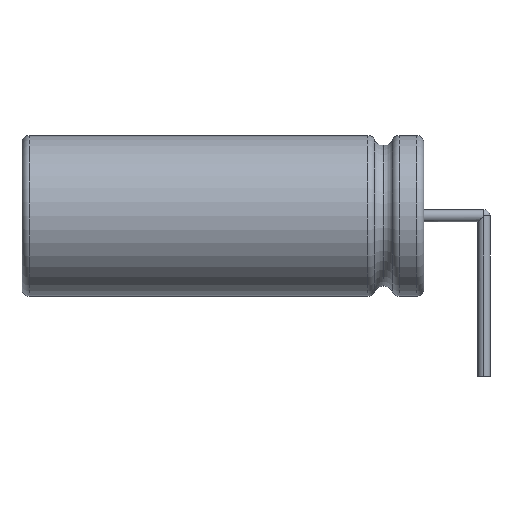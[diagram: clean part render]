
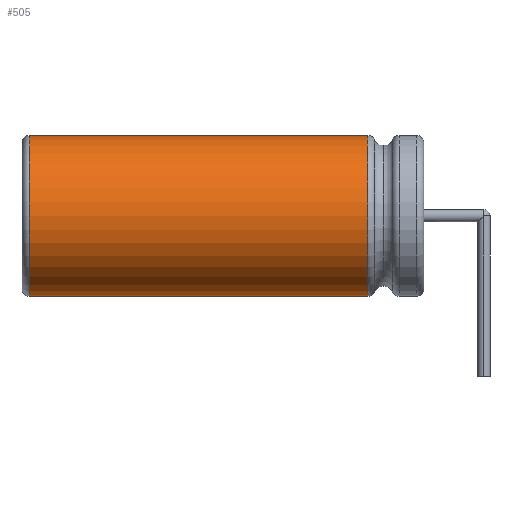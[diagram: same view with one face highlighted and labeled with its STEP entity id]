
A CAD part, left-side view. The second image highlights one B-rep face of the part: STEP entity #505.
In plain terms, the highlighted cylindrical face has radius 4 mm (diameter 8 mm), a partial arc.
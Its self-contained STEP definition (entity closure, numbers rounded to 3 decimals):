
#139 = DIRECTION ( 'NONE',  ( 0., 0., 1. ) ) ;
#146 = ORIENTED_EDGE ( 'NONE', *, *, #986, .T. ) ;
#151 = EDGE_CURVE ( 'NONE', #1294, #674, #717, .T. ) ;
#241 = CARTESIAN_POINT ( 'NONE',  ( 0., 19.65, 0. ) ) ;
#361 = CIRCLE ( 'NONE', #1243, 4. ) ;
#468 = AXIS2_PLACEMENT_3D ( 'NONE', #1136, #1435, #139 ) ;
#505 = ADVANCED_FACE ( 'NONE', ( #768 ), #1409, .T. ) ;
#543 = LINE ( 'NONE', #1140, #1541 ) ;
#593 = DIRECTION ( 'NONE',  ( 0., -1., 0. ) ) ;
#647 = VERTEX_POINT ( 'NONE', #1711 ) ;
#657 = DIRECTION ( 'NONE',  ( 0., 0., 1. ) ) ;
#674 = VERTEX_POINT ( 'NONE', #1307 ) ;
#696 = CARTESIAN_POINT ( 'NONE',  ( 0., 19.65, 4. ) ) ;
#717 = LINE ( 'NONE', #1340, #879 ) ;
#768 = FACE_OUTER_BOUND ( 'NONE', #1720, .T. ) ;
#879 = VECTOR ( 'NONE', #593, 1000. ) ;
#986 = EDGE_CURVE ( 'NONE', #1444, #1294, #361, .T. ) ;
#1012 = DIRECTION ( 'NONE',  ( 0., -1., 0. ) ) ;
#1053 = CARTESIAN_POINT ( 'NONE',  ( 0., 19.65, -4. ) ) ;
#1060 = ORIENTED_EDGE ( 'NONE', *, *, #1135, .F. ) ;
#1135 = EDGE_CURVE ( 'NONE', #1444, #647, #543, .T. ) ;
#1136 = CARTESIAN_POINT ( 'NONE',  ( 0., 2.775, 0. ) ) ;
#1140 = CARTESIAN_POINT ( 'NONE',  ( 0., 20., 4. ) ) ;
#1170 = EDGE_CURVE ( 'NONE', #674, #647, #1427, .T. ) ;
#1214 = ORIENTED_EDGE ( 'NONE', *, *, #151, .T. ) ;
#1243 = AXIS2_PLACEMENT_3D ( 'NONE', #241, #1265, #657 ) ;
#1265 = DIRECTION ( 'NONE',  ( 0., -1., 0. ) ) ;
#1294 = VERTEX_POINT ( 'NONE', #1053 ) ;
#1307 = CARTESIAN_POINT ( 'NONE',  ( 0., 2.775, -4. ) ) ;
#1340 = CARTESIAN_POINT ( 'NONE',  ( 0., 20., -4. ) ) ;
#1409 = CYLINDRICAL_SURFACE ( 'NONE', #1562, 4. ) ;
#1427 = CIRCLE ( 'NONE', #468, 4. ) ;
#1435 = DIRECTION ( 'NONE',  ( 0., 1., 0. ) ) ;
#1436 = DIRECTION ( 'NONE',  ( 0., -1., 0. ) ) ;
#1444 = VERTEX_POINT ( 'NONE', #696 ) ;
#1541 = VECTOR ( 'NONE', #1012, 1000. ) ;
#1562 = AXIS2_PLACEMENT_3D ( 'NONE', #1566, #1436, #1857 ) ;
#1566 = CARTESIAN_POINT ( 'NONE',  ( 0., 20., 0. ) ) ;
#1669 = ORIENTED_EDGE ( 'NONE', *, *, #1170, .T. ) ;
#1711 = CARTESIAN_POINT ( 'NONE',  ( 0., 2.775, 4. ) ) ;
#1720 = EDGE_LOOP ( 'NONE', ( #1060, #146, #1214, #1669 ) ) ;
#1857 = DIRECTION ( 'NONE',  ( 0., 0., -1. ) ) ;
